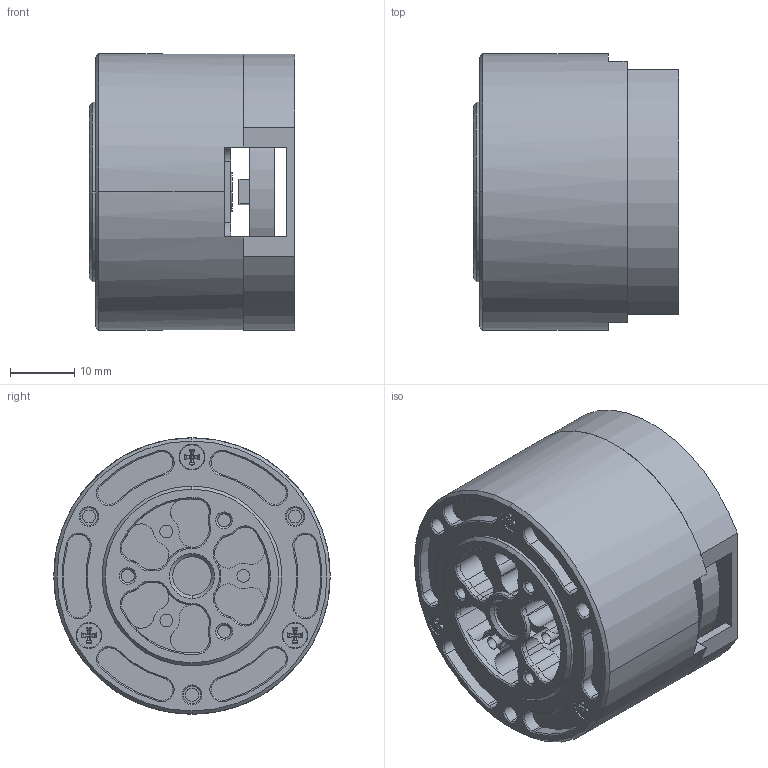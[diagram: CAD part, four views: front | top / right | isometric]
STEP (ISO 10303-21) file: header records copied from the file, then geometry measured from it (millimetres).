
FILE_DESCRIPTION (( 'STEP AP203' ), '1' );
FILE_NAME ('3505-8带GDZ34驱动安装尺寸图_25071501.STEP', '2025-07-15T07:15:52', ( '' ), ( '' ), 'SwSTEP 2.0', 'SolidWorks 2016', '' );
FILE_SCHEMA (( 'CONFIG_CONTROL_DESIGN' ));
Length unit declared in the file: millimetre
Products named in the file (4): 3505-8_48_v1.1_1; 驱动板; 3505-8带GDZ34驱动安装尺寸图_25071501; 綴裔GIM3505-8GDZ34_1
Assembly tree (3 placements, depth 2):
  3505-8带GDZ34驱动安装尺寸图_25071501
    3505-8_48_v1.1_1
    驱动板
    綴裔GIM3505-8GDZ34_1
Bounding box: 32 x 43 x 43 mm (x, y, z)
Volume: 33073.9 mm3; surface area: 21531.2 mm2
Topology: 4 solids, 4 shells, 557 faces, 1474 edges, 951 vertices
Faces by surface type: cylinder 250, cone 161, plane 129, bspline 17
Entity records: 19514 total; most frequent: CARTESIAN_POINT 5456, ORIENTED_EDGE 2936, DIRECTION 2834, EDGE_CURVE 1468, AXIS2_PLACEMENT_3D 1148, VERTEX_POINT 951, EDGE_LOOP 609, CIRCLE 602
